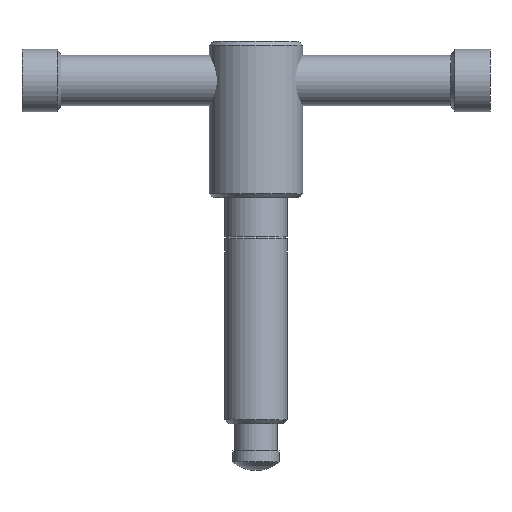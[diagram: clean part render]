
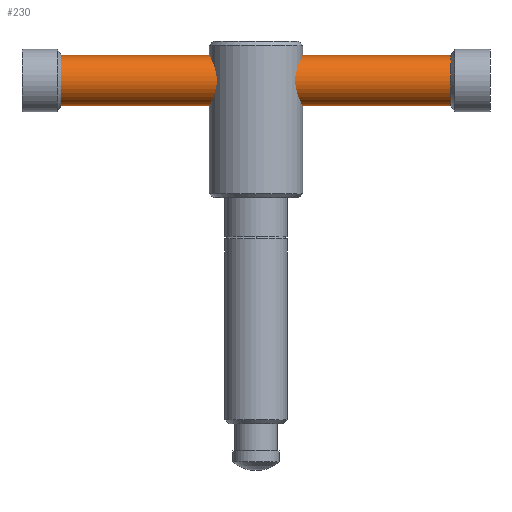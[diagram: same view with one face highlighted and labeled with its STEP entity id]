
A CAD part, front view. The second image highlights one B-rep face of the part: STEP entity #230.
In plain terms, the highlighted cylindrical face has radius 6.5 mm (diameter 13 mm), a partial arc.
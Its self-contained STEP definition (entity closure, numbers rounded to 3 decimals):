
#210=EDGE_CURVE('',#424,#492,#575,.T.);
#230=ADVANCED_FACE('',(#598),#599,.T.);
#248=EDGE_CURVE('',#292,#526,#623,.T.);
#292=VERTEX_POINT('',#675);
#396=EDGE_CURVE('',#292,#424,#793,.T.);
#424=VERTEX_POINT('',#823);
#464=EDGE_CURVE('',#492,#526,#867,.T.);
#492=VERTEX_POINT('',#897);
#526=VERTEX_POINT('',#933);
#575=CIRCLE('',#980,6.5);
#598=FACE_OUTER_BOUND('',#1014,.T.);
#599=CYLINDRICAL_SURFACE('',#1015,6.5);
#623=CIRCLE('',#1041,6.5);
#675=CARTESIAN_POINT('',(-50.,0.,93.5));
#793=LINE('',#1259,#1260);
#823=CARTESIAN_POINT('',(50.,0.,93.5));
#867=LINE('',#1357,#1358);
#897=CARTESIAN_POINT('',(50.,0.,106.5));
#933=CARTESIAN_POINT('',(-50.,0.,106.5));
#980=AXIS2_PLACEMENT_3D('',#1480,#1481,#1482);
#1014=EDGE_LOOP('',(#1515,#1516,#1517,#1518));
#1015=AXIS2_PLACEMENT_3D('',#1519,#1520,#1521);
#1041=AXIS2_PLACEMENT_3D('',#1565,#1566,#1567);
#1259=CARTESIAN_POINT('',(-25.,0.,93.5));
#1260=VECTOR('',#1797,1.0);
#1357=CARTESIAN_POINT('',(-25.,0.,106.5));
#1358=VECTOR('',#1886,1.0);
#1480=CARTESIAN_POINT('',(50.,0.,100.0));
#1481=DIRECTION('',(-1.0,0.0,0.0));
#1482=DIRECTION('',(0.0,0.,1.0));
#1515=ORIENTED_EDGE('',*,*,#464,.T.);
#1516=ORIENTED_EDGE('',*,*,#248,.F.);
#1517=ORIENTED_EDGE('',*,*,#396,.T.);
#1518=ORIENTED_EDGE('',*,*,#210,.T.);
#1519=CARTESIAN_POINT('',(-25.,0.,100.0));
#1520=DIRECTION('',(1.0,-0.0,-0.0));
#1521=DIRECTION('',(0.0,0.,1.0));
#1565=CARTESIAN_POINT('',(-50.,0.,100.0));
#1566=DIRECTION('',(-1.0,0.0,0.0));
#1567=DIRECTION('',(0.0,0.,1.0));
#1797=DIRECTION('',(1.0,-0.0,-0.0));
#1886=DIRECTION('',(-1.0,0.0,0.0));
